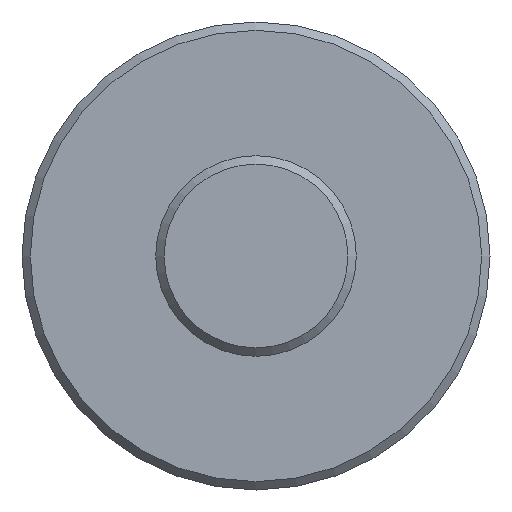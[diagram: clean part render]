
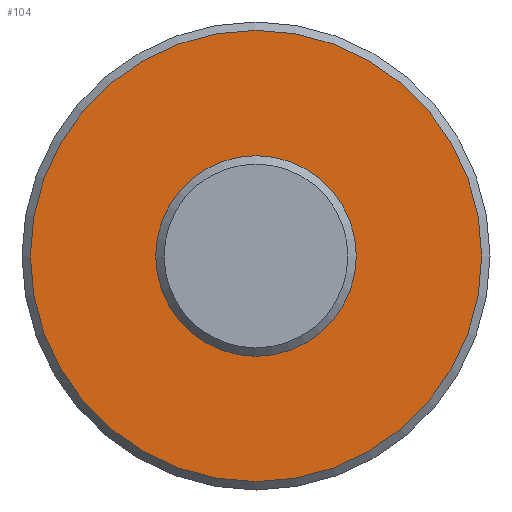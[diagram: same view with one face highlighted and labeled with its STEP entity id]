
A CAD part, left-side view. The second image highlights one B-rep face of the part: STEP entity #104.
In plain terms, the highlighted planar face has unit normal (-1, 0, 0).
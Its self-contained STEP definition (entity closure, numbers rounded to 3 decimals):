
#15=FACE_BOUND('',#33,.T.);
#16=PLANE('',#130);
#24=FACE_OUTER_BOUND('',#32,.T.);
#32=EDGE_LOOP('',(#86));
#33=EDGE_LOOP('',(#87));
#51=CIRCLE('',#129,13.5);
#52=CIRCLE('',#131,6.);
#58=VERTEX_POINT('',#187);
#59=VERTEX_POINT('',#191);
#67=EDGE_CURVE('',#58,#58,#51,.T.);
#69=EDGE_CURVE('',#59,#59,#52,.T.);
#86=ORIENTED_EDGE('',*,*,#67,.T.);
#87=ORIENTED_EDGE('',*,*,#69,.F.);
#104=ADVANCED_FACE('',(#24,#15),#16,.T.);
#129=AXIS2_PLACEMENT_3D('',#188,#154,#155);
#130=AXIS2_PLACEMENT_3D('',#190,#157,#158);
#131=AXIS2_PLACEMENT_3D('',#192,#159,#160);
#154=DIRECTION('center_axis',(-1.,0.,0.));
#155=DIRECTION('ref_axis',(0.,0.,1.));
#157=DIRECTION('center_axis',(-1.,0.,0.));
#158=DIRECTION('ref_axis',(0.,0.,1.));
#159=DIRECTION('center_axis',(-1.,0.,0.));
#160=DIRECTION('ref_axis',(0.,0.,1.));
#187=CARTESIAN_POINT('',(36.,0.,-13.5));
#188=CARTESIAN_POINT('Origin',(36.,0.,0.));
#190=CARTESIAN_POINT('Origin',(36.,0.,6.));
#191=CARTESIAN_POINT('',(36.,0.,-6.));
#192=CARTESIAN_POINT('Origin',(36.,0.,0.));
